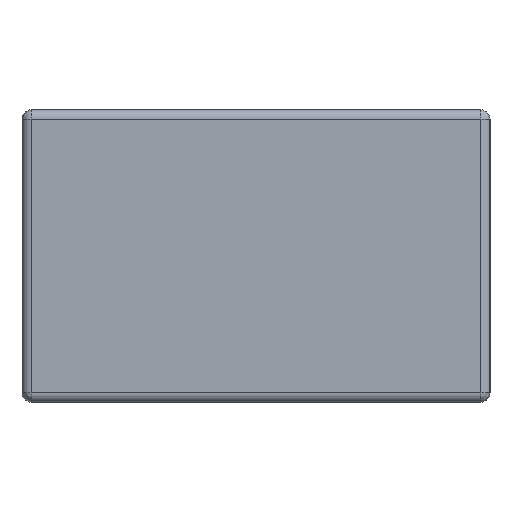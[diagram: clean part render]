
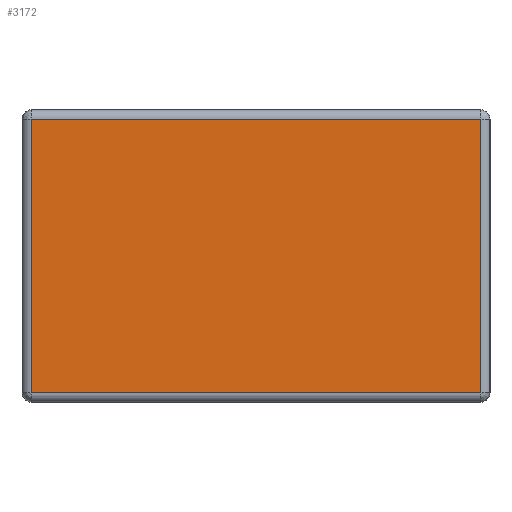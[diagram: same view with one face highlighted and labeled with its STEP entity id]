
A CAD part, left-side view. The second image highlights one B-rep face of the part: STEP entity #3172.
In plain terms, the highlighted planar face has unit normal (-1, 0, 0).
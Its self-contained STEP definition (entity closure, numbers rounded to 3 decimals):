
#1044 = CYLINDRICAL_SURFACE('',#1045,0.032);
#1045 = AXIS2_PLACEMENT_3D('',#1046,#1047,#1048);
#1046 = CARTESIAN_POINT('',(-1.568,-0.8,0.032));
#1047 = DIRECTION('',(0.,1.,0.));
#1048 = DIRECTION('',(0.,0.,1.));
#1203 = CYLINDRICAL_SURFACE('',#1204,0.032);
#1204 = AXIS2_PLACEMENT_3D('',#1205,#1206,#1207);
#1205 = CARTESIAN_POINT('',(-1.568,-0.768,0.5));
#1206 = DIRECTION('',(0.,0.,1.));
#1207 = DIRECTION('',(0.,-1.,0.));
#1343 = CYLINDRICAL_SURFACE('',#1344,0.032);
#1344 = AXIS2_PLACEMENT_3D('',#1345,#1346,#1347);
#1345 = CARTESIAN_POINT('',(-1.568,-0.8,0.968));
#1346 = DIRECTION('',(0.,1.,0.));
#1347 = DIRECTION('',(0.,0.,1.));
#1482 = CYLINDRICAL_SURFACE('',#1483,0.032);
#1483 = AXIS2_PLACEMENT_3D('',#1484,#1485,#1486);
#1484 = CARTESIAN_POINT('',(-1.568,0.768,0.5));
#1485 = DIRECTION('',(0.,0.,-1.));
#1486 = DIRECTION('',(0.,1.,0.));
#2171 = VERTEX_POINT('',#2172);
#2172 = CARTESIAN_POINT('',(-1.6,-0.768,0.032));
#2215 = EDGE_CURVE('',#2171,#2216,#2218,.T.);
#2216 = VERTEX_POINT('',#2217);
#2217 = CARTESIAN_POINT('',(-1.6,0.768,0.032));
#2218 = SURFACE_CURVE('',#2219,(#2223,#2229),.PCURVE_S1.);
#2219 = LINE('',#2220,#2221);
#2220 = CARTESIAN_POINT('',(-1.6,-0.8,0.032));
#2221 = VECTOR('',#2222,1.);
#2222 = DIRECTION('',(0.,1.,0.));
#2223 = PCURVE('',#1044,#2224);
#2224 = DEFINITIONAL_REPRESENTATION('',(#2225),#2228);
#2225 = B_SPLINE_CURVE_WITH_KNOTS('',1,(#2226,#2227),.UNSPECIFIED.,.F.,
  .F.,(2,2),(0.032,1.568),.PIECEWISE_BEZIER_KNOTS.);
#2226 = CARTESIAN_POINT('',(4.712,0.032));
#2227 = CARTESIAN_POINT('',(4.712,1.568));
#2228 = ( GEOMETRIC_REPRESENTATION_CONTEXT(2) 
PARAMETRIC_REPRESENTATION_CONTEXT() REPRESENTATION_CONTEXT('2D SPACE',''
  ) );
#2229 = PCURVE('',#2230,#2235);
#2230 = PLANE('',#2231);
#2231 = AXIS2_PLACEMENT_3D('',#2232,#2233,#2234);
#2232 = CARTESIAN_POINT('',(-1.6,-0.8,0.5));
#2233 = DIRECTION('',(-1.,0.,0.));
#2234 = DIRECTION('',(0.,0.,1.));
#2235 = DEFINITIONAL_REPRESENTATION('',(#2236),#2240);
#2236 = LINE('',#2237,#2238);
#2237 = CARTESIAN_POINT('',(-0.468,0.));
#2238 = VECTOR('',#2239,1.);
#2239 = DIRECTION('',(0.,1.));
#2240 = ( GEOMETRIC_REPRESENTATION_CONTEXT(2) 
PARAMETRIC_REPRESENTATION_CONTEXT() REPRESENTATION_CONTEXT('2D SPACE',''
  ) );
#2340 = VERTEX_POINT('',#2341);
#2341 = CARTESIAN_POINT('',(-1.6,-0.768,0.968));
#2384 = EDGE_CURVE('',#2340,#2171,#2385,.T.);
#2385 = SURFACE_CURVE('',#2386,(#2390,#2396),.PCURVE_S1.);
#2386 = LINE('',#2387,#2388);
#2387 = CARTESIAN_POINT('',(-1.6,-0.768,0.5));
#2388 = VECTOR('',#2389,1.);
#2389 = DIRECTION('',(0.,0.,-1.));
#2390 = PCURVE('',#1203,#2391);
#2391 = DEFINITIONAL_REPRESENTATION('',(#2392),#2395);
#2392 = B_SPLINE_CURVE_WITH_KNOTS('',1,(#2393,#2394),.UNSPECIFIED.,.F.,
  .F.,(2,2),(-0.468,0.468),.PIECEWISE_BEZIER_KNOTS.);
#2393 = CARTESIAN_POINT('',(4.712,0.468));
#2394 = CARTESIAN_POINT('',(4.712,-0.468));
#2395 = ( GEOMETRIC_REPRESENTATION_CONTEXT(2) 
PARAMETRIC_REPRESENTATION_CONTEXT() REPRESENTATION_CONTEXT('2D SPACE',''
  ) );
#2396 = PCURVE('',#2230,#2397);
#2397 = DEFINITIONAL_REPRESENTATION('',(#2398),#2402);
#2398 = LINE('',#2399,#2400);
#2399 = CARTESIAN_POINT('',(0.,0.032));
#2400 = VECTOR('',#2401,1.);
#2401 = DIRECTION('',(-1.,0.));
#2402 = ( GEOMETRIC_REPRESENTATION_CONTEXT(2) 
PARAMETRIC_REPRESENTATION_CONTEXT() REPRESENTATION_CONTEXT('2D SPACE',''
  ) );
#2458 = VERTEX_POINT('',#2459);
#2459 = CARTESIAN_POINT('',(-1.6,0.768,0.968));
#2502 = EDGE_CURVE('',#2458,#2340,#2503,.T.);
#2503 = SURFACE_CURVE('',#2504,(#2508,#2514),.PCURVE_S1.);
#2504 = LINE('',#2505,#2506);
#2505 = CARTESIAN_POINT('',(-1.6,-0.8,0.968));
#2506 = VECTOR('',#2507,1.);
#2507 = DIRECTION('',(0.,-1.,0.));
#2508 = PCURVE('',#1343,#2509);
#2509 = DEFINITIONAL_REPRESENTATION('',(#2510),#2513);
#2510 = B_SPLINE_CURVE_WITH_KNOTS('',1,(#2511,#2512),.UNSPECIFIED.,.F.,
  .F.,(2,2),(-1.568,-0.032),.PIECEWISE_BEZIER_KNOTS.);
#2511 = CARTESIAN_POINT('',(4.712,1.568));
#2512 = CARTESIAN_POINT('',(4.712,0.032));
#2513 = ( GEOMETRIC_REPRESENTATION_CONTEXT(2) 
PARAMETRIC_REPRESENTATION_CONTEXT() REPRESENTATION_CONTEXT('2D SPACE',''
  ) );
#2514 = PCURVE('',#2230,#2515);
#2515 = DEFINITIONAL_REPRESENTATION('',(#2516),#2520);
#2516 = LINE('',#2517,#2518);
#2517 = CARTESIAN_POINT('',(0.468,0.));
#2518 = VECTOR('',#2519,1.);
#2519 = DIRECTION('',(0.,-1.));
#2520 = ( GEOMETRIC_REPRESENTATION_CONTEXT(2) 
PARAMETRIC_REPRESENTATION_CONTEXT() REPRESENTATION_CONTEXT('2D SPACE',''
  ) );
#2618 = EDGE_CURVE('',#2216,#2458,#2619,.T.);
#2619 = SURFACE_CURVE('',#2620,(#2624,#2630),.PCURVE_S1.);
#2620 = LINE('',#2621,#2622);
#2621 = CARTESIAN_POINT('',(-1.6,0.768,0.5));
#2622 = VECTOR('',#2623,1.);
#2623 = DIRECTION('',(0.,0.,1.));
#2624 = PCURVE('',#1482,#2625);
#2625 = DEFINITIONAL_REPRESENTATION('',(#2626),#2629);
#2626 = B_SPLINE_CURVE_WITH_KNOTS('',1,(#2627,#2628),.UNSPECIFIED.,.F.,
  .F.,(2,2),(-0.468,0.468),.PIECEWISE_BEZIER_KNOTS.);
#2627 = CARTESIAN_POINT('',(4.712,0.468));
#2628 = CARTESIAN_POINT('',(4.712,-0.468));
#2629 = ( GEOMETRIC_REPRESENTATION_CONTEXT(2) 
PARAMETRIC_REPRESENTATION_CONTEXT() REPRESENTATION_CONTEXT('2D SPACE',''
  ) );
#2630 = PCURVE('',#2230,#2631);
#2631 = DEFINITIONAL_REPRESENTATION('',(#2632),#2636);
#2632 = LINE('',#2633,#2634);
#2633 = CARTESIAN_POINT('',(0.,1.568));
#2634 = VECTOR('',#2635,1.);
#2635 = DIRECTION('',(1.,0.));
#2636 = ( GEOMETRIC_REPRESENTATION_CONTEXT(2) 
PARAMETRIC_REPRESENTATION_CONTEXT() REPRESENTATION_CONTEXT('2D SPACE',''
  ) );
#3172 = ADVANCED_FACE('',(#3173),#2230,.T.);
#3173 = FACE_BOUND('',#3174,.T.);
#3174 = EDGE_LOOP('',(#3175,#3176,#3177,#3178));
#3175 = ORIENTED_EDGE('',*,*,#2618,.F.);
#3176 = ORIENTED_EDGE('',*,*,#2215,.F.);
#3177 = ORIENTED_EDGE('',*,*,#2384,.F.);
#3178 = ORIENTED_EDGE('',*,*,#2502,.F.);
